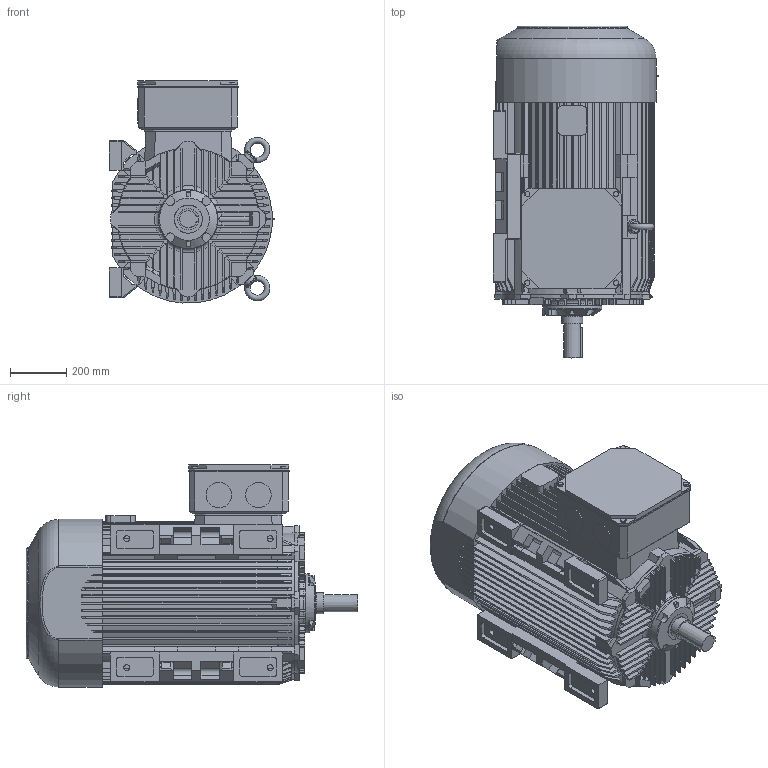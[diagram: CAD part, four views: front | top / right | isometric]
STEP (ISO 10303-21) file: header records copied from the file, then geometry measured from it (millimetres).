
FILE_DESCRIPTION( ( 'Unknown' ), '1' );
FILE_NAME( 'SIE447_TS.stp', 'Unknown', ( 'Unknown' ), ( 'Unknown' ), 'XStep 1.0', 'Unknown', ' ' );
FILE_SCHEMA( ( 'CONFIG_CONTROL_DESIGN' ) );
Length unit declared in the file: millimetre
Products named in the file (1): 1
Bounding box: 585.4 x 1176.02 x 786.69 mm (x, y, z)
Volume: 255994612.7 mm3; surface area: 6035544.9 mm2
Topology: 1 solids, 8 shells, 1523 faces, 4234 edges, 2748 vertices
Faces by surface type: plane 978, cylinder 328, cone 98, torus 70, bspline 45, sphere 4
Full cylindrical faces by diameter (mm): 1.6 x2, 5 x11, 16.63 x4, 21 x4, 50 x2, 74.5 x1, 74.997 x1, 90 x2, 100 x1, 208 x1, 210 x1
Entity records: 61969 total; most frequent: CARTESIAN_POINT 23639, ORIENTED_EDGE 8316, DIRECTION 7587, EDGE_CURVE 4158, VERTEX_POINT 2726, LINE 2597, VECTOR 2597, AXIS2_PLACEMENT_3D 2495
